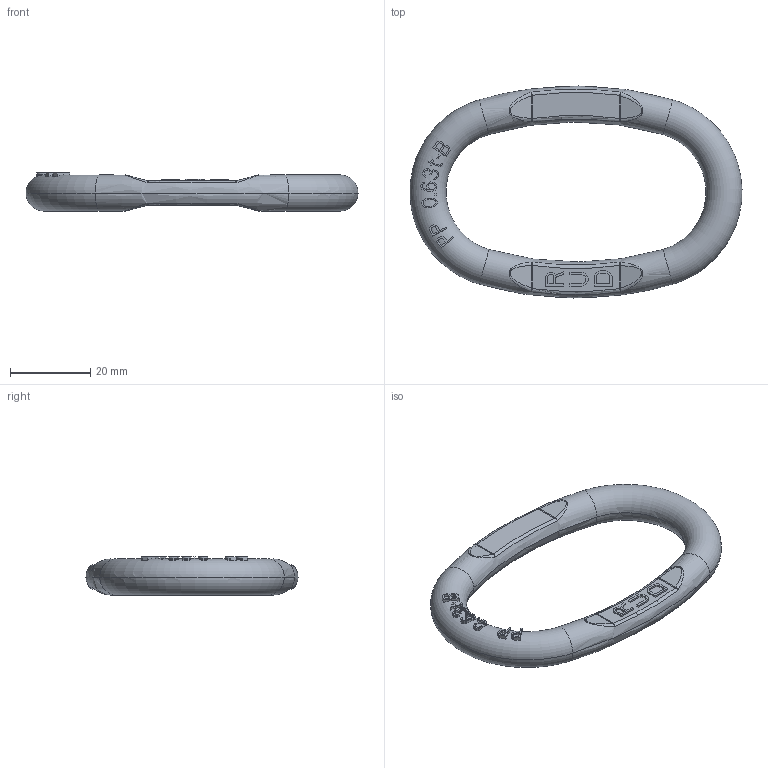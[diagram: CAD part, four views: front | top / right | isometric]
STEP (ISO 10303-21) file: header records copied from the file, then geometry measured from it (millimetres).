
FILE_DESCRIPTION((''),'2;1');
FILE_NAME('001-M31290-V07','2006-02-21T',('Rehwagena'),(''),'PRO/ENGINEER BY PARAMETRIC TECHNOLOGY CORPORATION, 2001400','PRO/ENGINEER BY PARAMETRIC TECHNOLOGY CORPORATION, 2001400','');
FILE_SCHEMA(('CONFIG_CONTROL_DESIGN'));
Length unit declared in the file: millimetre
Products named in the file (1): 001-M31290-V07
Bounding box: 82.98 x 53 x 9.5 mm (x, y, z)
Volume: 11581.7 mm3; surface area: 5487.9 mm2
Topology: 1 solids, 1 shells, 449 faces, 1219 edges, 794 vertices
Faces by surface type: plane 379, bspline 40, torus 22, cylinder 8
Entity records: 16326 total; most frequent: CARTESIAN_POINT 5811, ORIENTED_EDGE 2438, DIRECTION 1730, EDGE_CURVE 1219, VECTOR 800, LINE 800, VERTEX_POINT 794, EDGE_LOOP 473
